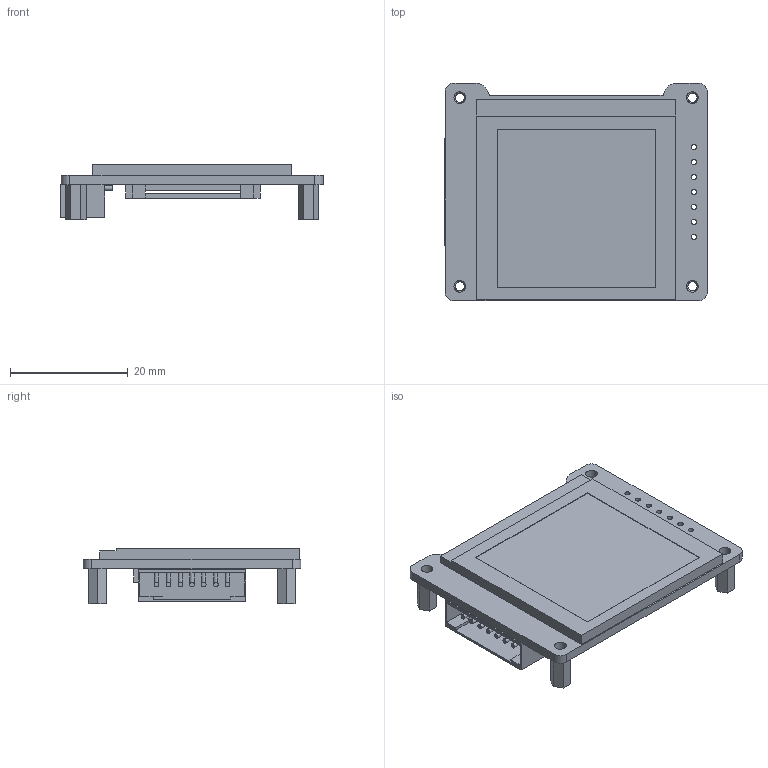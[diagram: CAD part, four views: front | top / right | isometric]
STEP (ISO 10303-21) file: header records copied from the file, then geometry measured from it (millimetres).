
FILE_DESCRIPTION((''),'2;1');
FILE_NAME('1_5INCH-RGB-OLED-MODULE_ASM','2022-11-10T17:48:10',('xiaojisheng'),(''),'CREO PARAMETRIC BY PTC INC, 2021063','CREO PARAMETRIC BY PTC INC, 2021063','');
FILE_SCHEMA(('CONFIG_CONTROL_DESIGN','SHAPE_APPEARANCE_LAYERS_GROUPS'));
Length unit declared in the file: millimetre
Products named in the file (4): 1_5INCH-RGB-OLED; 1_5INCH_OLED_RGB_PCBA; M2XH6_COPPER-POST; 1_5INCH-RGB-OLED-MODULE_ASM
Assembly tree (6 placements, depth 2):
  1_5INCH-RGB-OLED-MODULE_ASM
    1_5INCH-RGB-OLED
    1_5INCH_OLED_RGB_PCBA
    M2XH6_COPPER-POST  x4
Bounding box: 44.55 x 37 x 9.5 mm (x, y, z)
Volume: 5069 mm3; surface area: 7726.8 mm2
Topology: 6 solids, 6 shells, 383 faces, 1090 edges, 700 vertices
Faces by surface type: cylinder 187, plane 148, bspline 32, cone 16
Entity records: 13222 total; most frequent: CARTESIAN_POINT 5362, ORIENTED_EDGE 1320, DIRECTION 1159, EDGE_CURVE 660, VERTEX_POINT 428, VECTOR 403, LINE 403, AXIS2_PLACEMENT_3D 378
